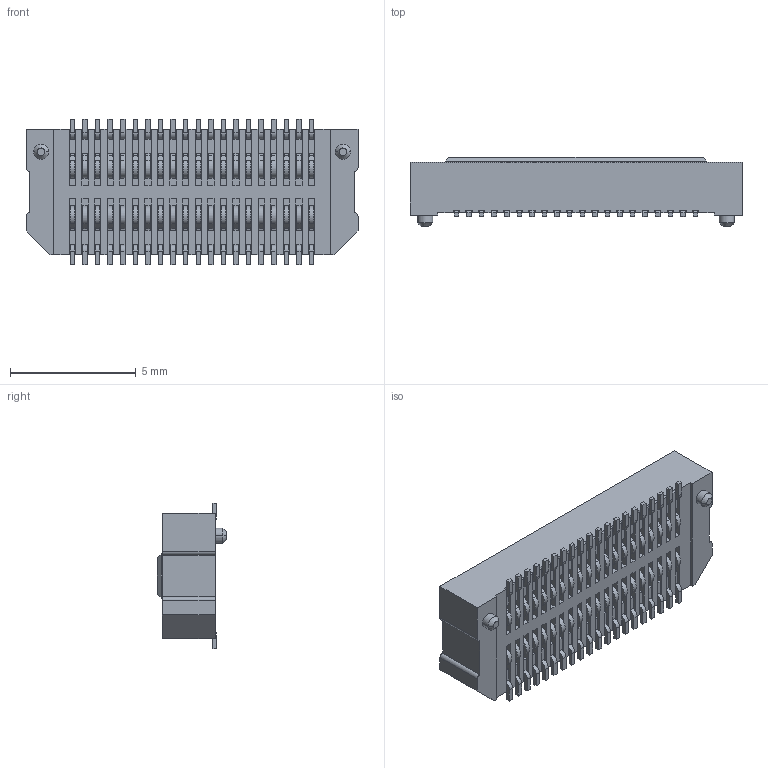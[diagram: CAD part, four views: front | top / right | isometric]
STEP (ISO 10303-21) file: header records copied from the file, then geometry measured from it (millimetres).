
FILE_DESCRIPTION((''),'2;1');
FILE_NAME('FBB05017-F_ASM','2026-01-27T17:08:19',('gongchengVV'),(''),'CREO PARAMETRIC BY PTC INC, 2020033','CREO PARAMETRIC BY PTC INC, 2020033','');
FILE_SCHEMA(('CONFIG_CONTROL_DESIGN'));
Length unit declared in the file: millimetre
Products named in the file (1): FBB05017-F_ASM
Bounding box: 13.2 x 2.75 x 5.8 mm (x, y, z)
Volume: 102 mm3; surface area: 457.7 mm2
Topology: 1 solids, 1 shells, 1691 faces, 4904 edges, 3198 vertices
Faces by surface type: plane 1319, cylinder 288, extrusion 80, cone 4
Entity records: 56844 total; most frequent: CARTESIAN_POINT 11793, ORIENTED_EDGE 9808, DIRECTION 8626, EDGE_CURVE 4904, VECTOR 4244, LINE 4164, VERTEX_POINT 3198, AXIS2_PLACEMENT_3D 2191
